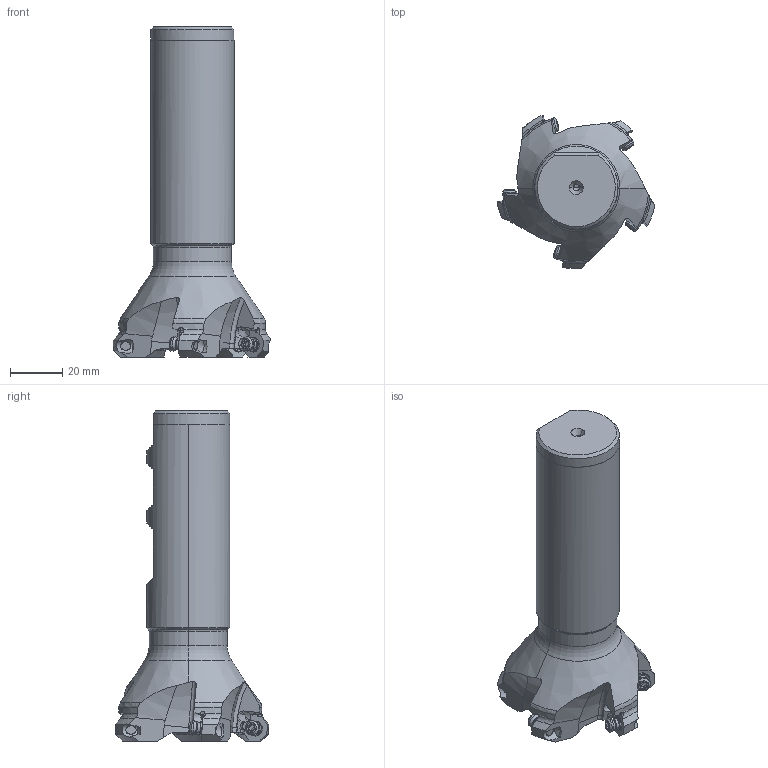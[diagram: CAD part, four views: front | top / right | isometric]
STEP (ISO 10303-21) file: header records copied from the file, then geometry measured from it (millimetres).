
FILE_DESCRIPTION(/* description */ (''),/* implementation_level */ '2;1');
FILE_NAME(/* name */ 'BRP6UPR405W20.stp',/* time_stamp */ '2017-10-10T12:57:50+09:00',/* author */ (''),/* organization */ (''),/* preprocessor_version */ 'ST-DEVELOPER v16',/* originating_system */ 'SIEMENS PLM Software NX 10.0',/* authorisation */ '');
FILE_SCHEMA (('AUTOMOTIVE_DESIGN { 1 0 10303 214 3 1 1 1 }'));
Length unit declared in the file: millimetre
Products named in the file (1): BRP6UPR405W20_ASM
Bounding box: 60.14 x 58.44 x 125.77 mm (x, y, z)
Volume: 117631.5 mm3; surface area: 19432.6 mm2
Topology: 6 solids, 6 shells, 424 faces, 1304 edges, 872 vertices
Faces by surface type: cylinder 174, cone 109, plane 67, torus 64, sphere 10
Entity records: 19062 total; most frequent: CARTESIAN_POINT 7483, ORIENTED_EDGE 2540, DIRECTION 2370, EDGE_CURVE 1270, AXIS2_PLACEMENT_3D 1044, VERTEX_POINT 872, CIRCLE 512, EDGE_LOOP 448
